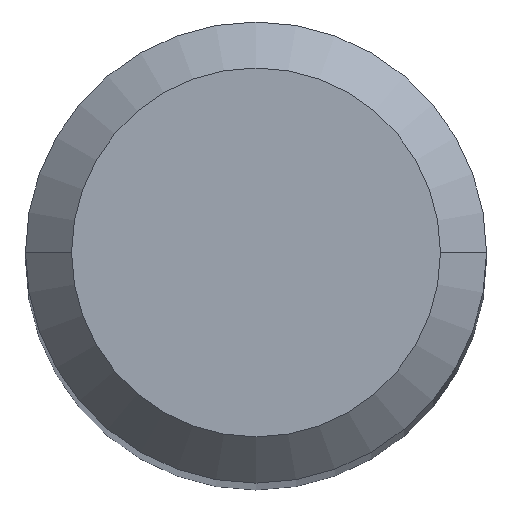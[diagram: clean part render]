
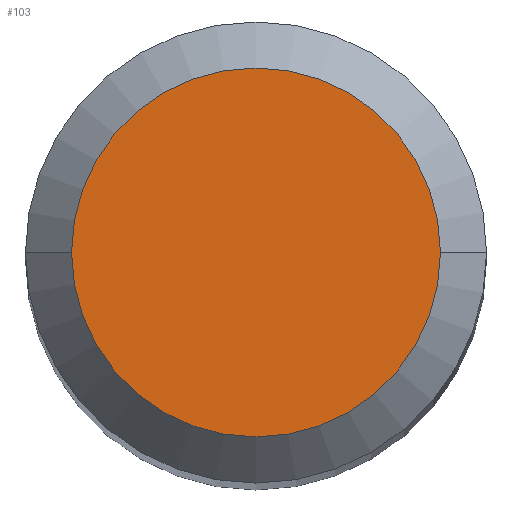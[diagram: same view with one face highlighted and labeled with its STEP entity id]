
A CAD part, top view. The second image highlights one B-rep face of the part: STEP entity #103.
In plain terms, the highlighted planar face has unit normal (0, 0, 1).
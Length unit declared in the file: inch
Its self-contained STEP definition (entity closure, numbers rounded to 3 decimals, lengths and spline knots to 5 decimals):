
#28 = CIRCLE ( 'NONE', #112, 0.05 ) ;
#36 = AXIS2_PLACEMENT_3D ( 'NONE', #370, #443, #271 ) ;
#63 = EDGE_CURVE ( 'NONE', #182, #158, #465, .T. ) ;
#90 = EDGE_CURVE ( 'NONE', #158, #182, #28, .T. ) ;
#103 = ADVANCED_FACE ( 'NONE', ( #414 ), #305, .F. ) ;
#112 = AXIS2_PLACEMENT_3D ( 'NONE', #289, #251, #213 ) ;
#158 = VERTEX_POINT ( 'NONE', #384 ) ;
#182 = VERTEX_POINT ( 'NONE', #210 ) ;
#183 = CARTESIAN_POINT ( 'NONE',  ( 0., 0., 0. ) ) ;
#210 = CARTESIAN_POINT ( 'NONE',  ( 0.05, 0., 0. ) ) ;
#213 = DIRECTION ( 'NONE',  ( 1., 0., 0. ) ) ;
#221 = DIRECTION ( 'NONE',  ( 1., 0., 0. ) ) ;
#233 = AXIS2_PLACEMENT_3D ( 'NONE', #183, #257, #221 ) ;
#251 = DIRECTION ( 'NONE',  ( 0., 0., 1. ) ) ;
#257 = DIRECTION ( 'NONE',  ( 0., 0., 1. ) ) ;
#271 = DIRECTION ( 'NONE',  ( -1., 0., 0. ) ) ;
#289 = CARTESIAN_POINT ( 'NONE',  ( 0., 0., 0. ) ) ;
#305 = PLANE ( 'NONE',  #36 ) ;
#335 = ORIENTED_EDGE ( 'NONE', *, *, #63, .T. ) ;
#370 = CARTESIAN_POINT ( 'NONE',  ( 0., 0., 0. ) ) ;
#384 = CARTESIAN_POINT ( 'NONE',  ( -0.05, 0., 0. ) ) ;
#414 = FACE_OUTER_BOUND ( 'NONE', #457, .T. ) ;
#428 = ORIENTED_EDGE ( 'NONE', *, *, #90, .T. ) ;
#443 = DIRECTION ( 'NONE',  ( 0., 0., -1. ) ) ;
#457 = EDGE_LOOP ( 'NONE', ( #428, #335 ) ) ;
#465 = CIRCLE ( 'NONE', #233, 0.05 ) ;
